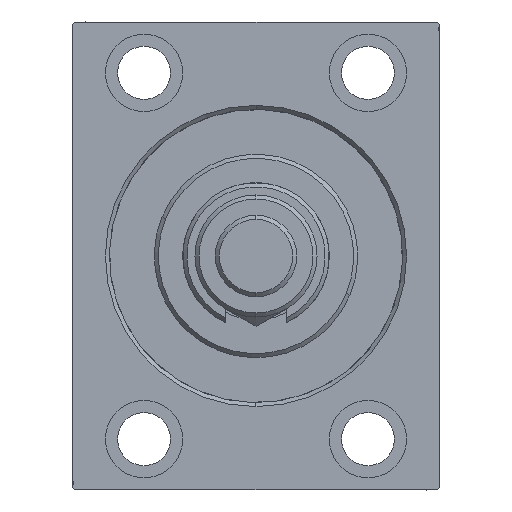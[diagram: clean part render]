
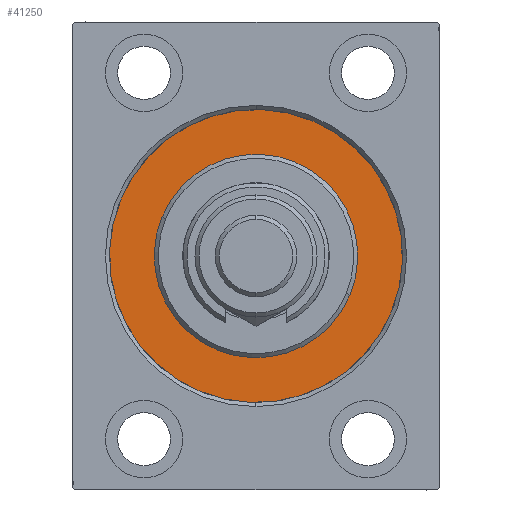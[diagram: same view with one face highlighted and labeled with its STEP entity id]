
A CAD part, left-side view. The second image highlights one B-rep face of the part: STEP entity #41250.
In plain terms, the highlighted face is planar.
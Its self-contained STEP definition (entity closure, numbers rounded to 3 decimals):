
#1560 = FACE_OUTER_BOUND ( 'NONE', #31091, .T. ) ;
#1568 = EDGE_CURVE ( 'NONE', #32528, #37924, #16468, .T. ) ;
#1574 = ORIENTED_EDGE ( 'NONE', *, *, #22190, .F. ) ;
#3081 = EDGE_LOOP ( 'NONE', ( #14586, #32461 ) ) ;
#3853 = CARTESIAN_POINT ( 'NONE',  ( 0., 0., 25. ) ) ;
#5462 = CIRCLE ( 'NONE', #21360, 36. ) ;
#5570 = FACE_BOUND ( 'NONE', #3081, .T. ) ;
#6426 = AXIS2_PLACEMENT_3D ( 'NONE', #23589, #8431, #37537 ) ;
#8431 = DIRECTION ( 'NONE',  ( 1., 0., 0. ) ) ;
#9436 = DIRECTION ( 'NONE',  ( -1., 0., 0. ) ) ;
#10233 = CARTESIAN_POINT ( 'NONE',  ( 0., 0., -36. ) ) ;
#13986 = DIRECTION ( 'NONE',  ( 0., 0., -1. ) ) ;
#14586 = ORIENTED_EDGE ( 'NONE', *, *, #1568, .F. ) ;
#16468 = CIRCLE ( 'NONE', #46639, 25. ) ;
#20019 = CARTESIAN_POINT ( 'NONE',  ( 0., 0., 0. ) ) ;
#21360 = AXIS2_PLACEMENT_3D ( 'NONE', #43963, #33344, #37115 ) ;
#21764 = ORIENTED_EDGE ( 'NONE', *, *, #28362, .F. ) ;
#22190 = EDGE_CURVE ( 'NONE', #30343, #25703, #5462, .T. ) ;
#23589 = CARTESIAN_POINT ( 'NONE',  ( 0., 0., 0. ) ) ;
#23806 = DIRECTION ( 'NONE',  ( 0., 0., 1. ) ) ;
#25703 = VERTEX_POINT ( 'NONE', #10233 ) ;
#26666 = PLANE ( 'NONE',  #42247 ) ;
#26860 = CIRCLE ( 'NONE', #6426, 25. ) ;
#28202 = DIRECTION ( 'NONE',  ( 1., 0., 0. ) ) ;
#28349 = CIRCLE ( 'NONE', #43459, 36. ) ;
#28362 = EDGE_CURVE ( 'NONE', #25703, #30343, #28349, .T. ) ;
#30343 = VERTEX_POINT ( 'NONE', #35101 ) ;
#31091 = EDGE_LOOP ( 'NONE', ( #21764, #1574 ) ) ;
#32461 = ORIENTED_EDGE ( 'NONE', *, *, #33822, .F. ) ;
#32528 = VERTEX_POINT ( 'NONE', #3853 ) ;
#33344 = DIRECTION ( 'NONE',  ( -1., 0., 0. ) ) ;
#33756 = CARTESIAN_POINT ( 'NONE',  ( 0., 0., -25. ) ) ;
#33822 = EDGE_CURVE ( 'NONE', #37924, #32528, #26860, .T. ) ;
#34699 = DIRECTION ( 'NONE',  ( 0., 0., 1. ) ) ;
#35101 = CARTESIAN_POINT ( 'NONE',  ( 0., 0., 36. ) ) ;
#35244 = CARTESIAN_POINT ( 'NONE',  ( 0., 0., 0. ) ) ;
#37115 = DIRECTION ( 'NONE',  ( 0., 0., 1. ) ) ;
#37537 = DIRECTION ( 'NONE',  ( 0., 0., -1. ) ) ;
#37924 = VERTEX_POINT ( 'NONE', #33756 ) ;
#41250 = ADVANCED_FACE ( 'NONE', ( #5570, #1560 ), #26666, .F. ) ;
#41761 = DIRECTION ( 'NONE',  ( -1., 0., 0. ) ) ;
#42247 = AXIS2_PLACEMENT_3D ( 'NONE', #20019, #41761, #23806 ) ;
#43081 = CARTESIAN_POINT ( 'NONE',  ( 0., 0., 0. ) ) ;
#43459 = AXIS2_PLACEMENT_3D ( 'NONE', #35244, #9436, #34699 ) ;
#43963 = CARTESIAN_POINT ( 'NONE',  ( 0., 0., 0. ) ) ;
#46639 = AXIS2_PLACEMENT_3D ( 'NONE', #43081, #28202, #13986 ) ;
